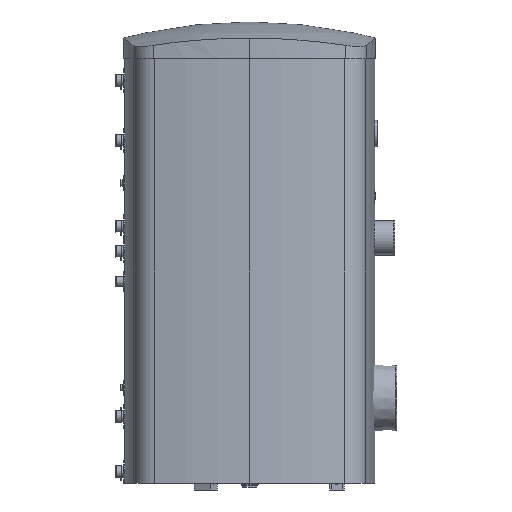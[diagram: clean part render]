
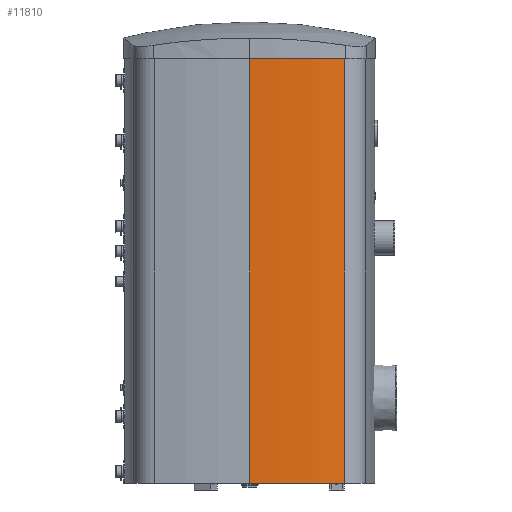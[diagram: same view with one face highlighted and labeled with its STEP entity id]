
A CAD part, left-side view. The second image highlights one B-rep face of the part: STEP entity #11810.
In plain terms, the highlighted cylindrical face has radius 1485 mm (diameter 2970 mm), a partial arc.
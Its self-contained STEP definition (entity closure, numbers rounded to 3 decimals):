
#973=LINE('',#21803,#1895);
#974=LINE('',#21809,#1896);
#1895=VECTOR('',#16384,1.);
#1896=VECTOR('',#16391,1.);
#3539=FACE_OUTER_BOUND('',#4455,.T.);
#4455=EDGE_LOOP('',(#10299,#10300,#10301,#10302));
#5151=CIRCLE('',#13097,1485.);
#5152=CIRCLE('',#13098,1485.);
#6172=VERTEX_POINT('',#21799);
#6173=VERTEX_POINT('',#21801);
#6174=VERTEX_POINT('',#21805);
#6175=VERTEX_POINT('',#21807);
#7598=EDGE_CURVE('',#6172,#6173,#973,.T.);
#7599=EDGE_CURVE('',#6174,#6172,#5151,.T.);
#7600=EDGE_CURVE('',#6175,#6173,#5152,.T.);
#7601=EDGE_CURVE('',#6174,#6175,#974,.T.);
#10299=ORIENTED_EDGE('',*,*,#7599,.T.);
#10300=ORIENTED_EDGE('',*,*,#7598,.T.);
#10301=ORIENTED_EDGE('',*,*,#7600,.F.);
#10302=ORIENTED_EDGE('',*,*,#7601,.F.);
#11172=CYLINDRICAL_SURFACE('',#13096,1485.);
#11810=ADVANCED_FACE('',(#3539),#11172,.T.);
#13096=AXIS2_PLACEMENT_3D('',#21804,#16385,#16386);
#13097=AXIS2_PLACEMENT_3D('',#21806,#16387,#16388);
#13098=AXIS2_PLACEMENT_3D('',#21808,#16389,#16390);
#16384=DIRECTION('',(0.,0.,1.));
#16385=DIRECTION('center_axis',(0.,0.,1.));
#16386=DIRECTION('ref_axis',(-1.,0.,0.));
#16387=DIRECTION('center_axis',(0.,0.,1.));
#16388=DIRECTION('ref_axis',(-1.,0.,0.));
#16389=DIRECTION('center_axis',(0.,0.,1.));
#16390=DIRECTION('ref_axis',(-1.,0.,0.));
#16391=DIRECTION('',(0.,0.,1.));
#21799=CARTESIAN_POINT('',(-347.391,-285.022,20.));
#21801=CARTESIAN_POINT('',(-347.391,-285.022,1294.));
#21803=CARTESIAN_POINT('',(-347.391,-285.022,20.));
#21804=CARTESIAN_POINT('Origin',(1110.,0.,
20.));
#21805=CARTESIAN_POINT('',(-375.,0.,20.));
#21806=CARTESIAN_POINT('Origin',(1110.,0.,
20.));
#21807=CARTESIAN_POINT('',(-375.,0.,1294.));
#21808=CARTESIAN_POINT('Origin',(1110.,0.,
1294.));
#21809=CARTESIAN_POINT('',(-375.,0.,20.));
